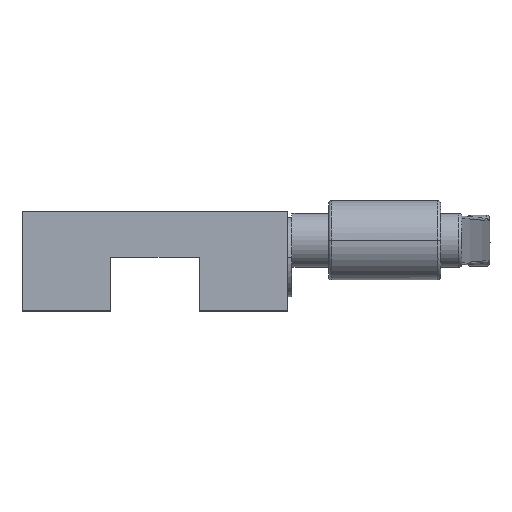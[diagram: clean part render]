
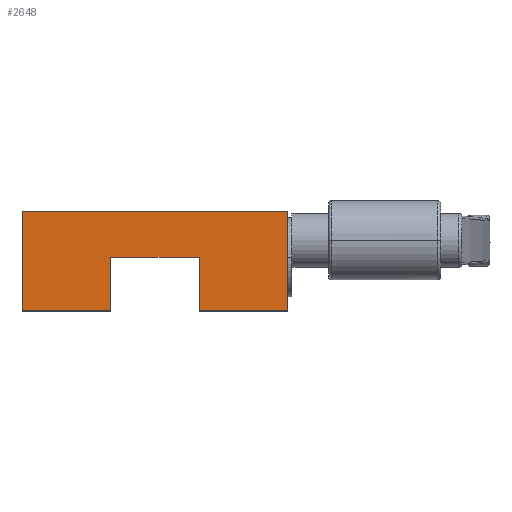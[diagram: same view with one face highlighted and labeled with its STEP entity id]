
A CAD part, top view. The second image highlights one B-rep face of the part: STEP entity #2648.
In plain terms, the highlighted planar face has unit normal (0, 0, 1).
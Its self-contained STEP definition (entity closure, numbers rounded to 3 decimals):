
#644 = EDGE_CURVE ( 'NONE', #1988, #1992, #1629, .T. ) ;
#646 = EDGE_CURVE ( 'NONE', #1985, #1988, #1633, .T. ) ;
#647 = EDGE_CURVE ( 'NONE', #1987, #1980, #1635, .T. ) ;
#656 = EDGE_CURVE ( 'NONE', #1977, #1976, #1640, .T. ) ;
#662 = EDGE_CURVE ( 'NONE', #1992, #1973, #1655, .T. ) ;
#666 = EDGE_CURVE ( 'NONE', #1973, #1977, #1665, .T. ) ;
#671 = EDGE_CURVE ( 'NONE', #1976, #1987, #1668, .T. ) ;
#674 = EDGE_CURVE ( 'NONE', #1980, #1985, #1675, .T. ) ;
#853 = EDGE_LOOP ( 'NONE', ( #1120, #1121, #1122, #1123, #1124, #1125, #1126, #1127 ) ) ;
#1120 = ORIENTED_EDGE ( 'NONE', *, *, #671, .T. ) ;
#1121 = ORIENTED_EDGE ( 'NONE', *, *, #647, .T. ) ;
#1122 = ORIENTED_EDGE ( 'NONE', *, *, #674, .T. ) ;
#1123 = ORIENTED_EDGE ( 'NONE', *, *, #646, .T. ) ;
#1124 = ORIENTED_EDGE ( 'NONE', *, *, #644, .T. ) ;
#1125 = ORIENTED_EDGE ( 'NONE', *, *, #662, .T. ) ;
#1126 = ORIENTED_EDGE ( 'NONE', *, *, #666, .T. ) ;
#1127 = ORIENTED_EDGE ( 'NONE', *, *, #656, .T. ) ;
#1508 = AXIS2_PLACEMENT_3D ( 'NONE', #4903, #4909, #4910 ) ;
#1629 = LINE ( 'NONE', #3020, #1630 ) ;
#1630 = VECTOR ( 'NONE', #3021, 1000. ) ;
#1633 = LINE ( 'NONE', #3024, #1634 ) ;
#1634 = VECTOR ( 'NONE', #3025, 1000. ) ;
#1635 = LINE ( 'NONE', #3026, #1636 ) ;
#1636 = VECTOR ( 'NONE', #3027, 1000. ) ;
#1640 = LINE ( 'NONE', #3043, #1650 ) ;
#1650 = VECTOR ( 'NONE', #3049, 1000. ) ;
#1651 = VECTOR ( 'NONE', #3063, 1000. ) ;
#1655 = LINE ( 'NONE', #3062, #1651 ) ;
#1665 = LINE ( 'NONE', #3070, #1666 ) ;
#1666 = VECTOR ( 'NONE', #3071, 1000. ) ;
#1668 = LINE ( 'NONE', #3088, #1672 ) ;
#1672 = VECTOR ( 'NONE', #3089, 1000. ) ;
#1675 = LINE ( 'NONE', #3095, #1676 ) ;
#1676 = VECTOR ( 'NONE', #3096, 1000. ) ;
#1973 = VERTEX_POINT ( 'NONE', #3500 ) ;
#1976 = VERTEX_POINT ( 'NONE', #3503 ) ;
#1977 = VERTEX_POINT ( 'NONE', #3504 ) ;
#1980 = VERTEX_POINT ( 'NONE', #3507 ) ;
#1985 = VERTEX_POINT ( 'NONE', #3512 ) ;
#1987 = VERTEX_POINT ( 'NONE', #3514 ) ;
#1988 = VERTEX_POINT ( 'NONE', #3515 ) ;
#1992 = VERTEX_POINT ( 'NONE', #3519 ) ;
#2648 = ADVANCED_FACE ( 'NONE', ( #5138 ), #4900, .F. ) ;
#3020 = CARTESIAN_POINT ( 'NONE',  ( -7.8, 9.5, 12.5 ) ) ;
#3021 = DIRECTION ( 'NONE',  ( 1., 0., 0. ) ) ;
#3024 = CARTESIAN_POINT ( 'NONE',  ( -7.8, 9.5, 12.5 ) ) ;
#3025 = DIRECTION ( 'NONE',  ( 0., 1., 0. ) ) ;
#3026 = CARTESIAN_POINT ( 'NONE',  ( -23.5, 17.5, 12.5 ) ) ;
#3027 = DIRECTION ( 'NONE',  ( 0., -1., 0. ) ) ;
#3043 = CARTESIAN_POINT ( 'NONE',  ( 23.5, 17.5, 12.5 ) ) ;
#3049 = DIRECTION ( 'NONE',  ( 0., 1., 0. ) ) ;
#3062 = CARTESIAN_POINT ( 'NONE',  ( 7.8, 9.5, 12.5 ) ) ;
#3063 = DIRECTION ( 'NONE',  ( 0., -1., 0. ) ) ;
#3070 = CARTESIAN_POINT ( 'NONE',  ( 7.8, 0., 12.5 ) ) ;
#3071 = DIRECTION ( 'NONE',  ( 1., 0., 0. ) ) ;
#3088 = CARTESIAN_POINT ( 'NONE',  ( -23.5, 17.5, 12.5 ) ) ;
#3089 = DIRECTION ( 'NONE',  ( -1., 0., 0. ) ) ;
#3095 = CARTESIAN_POINT ( 'NONE',  ( -23.5, 0., 12.5 ) ) ;
#3096 = DIRECTION ( 'NONE',  ( 1., 0., 0. ) ) ;
#3500 = CARTESIAN_POINT ( 'NONE',  ( 7.8, 0., 12.5 ) ) ;
#3503 = CARTESIAN_POINT ( 'NONE',  ( 23.5, 17.5, 12.5 ) ) ;
#3504 = CARTESIAN_POINT ( 'NONE',  ( 23.5, 0., 12.5 ) ) ;
#3507 = CARTESIAN_POINT ( 'NONE',  ( -23.5, 0., 12.5 ) ) ;
#3512 = CARTESIAN_POINT ( 'NONE',  ( -7.8, 0., 12.5 ) ) ;
#3514 = CARTESIAN_POINT ( 'NONE',  ( -23.5, 17.5, 12.5 ) ) ;
#3515 = CARTESIAN_POINT ( 'NONE',  ( -7.8, 9.5, 12.5 ) ) ;
#3519 = CARTESIAN_POINT ( 'NONE',  ( 7.8, 9.5, 12.5 ) ) ;
#4900 = PLANE ( 'NONE',  #1508 ) ;
#4903 = CARTESIAN_POINT ( 'NONE',  ( 23.5, 17.5, 12.5 ) ) ;
#4909 = DIRECTION ( 'NONE',  ( 0., 0., -1. ) ) ;
#4910 = DIRECTION ( 'NONE',  ( -1., 0., 0. ) ) ;
#5138 = FACE_OUTER_BOUND ( 'NONE', #853, .T. ) ;
